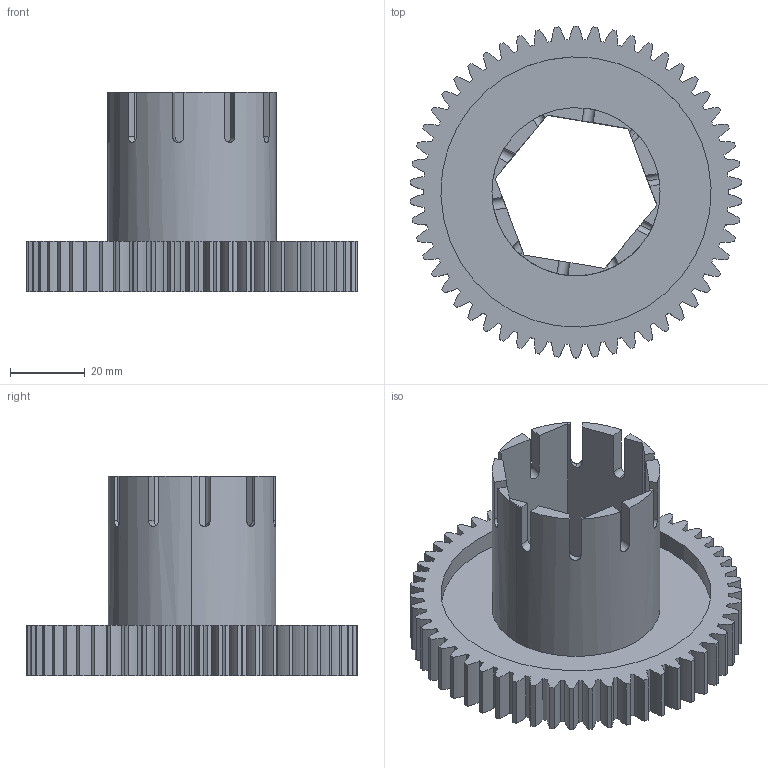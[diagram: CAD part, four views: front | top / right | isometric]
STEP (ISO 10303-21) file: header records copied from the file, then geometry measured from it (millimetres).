
FILE_DESCRIPTION((''),'2;1');
FILE_NAME('fpgear4.stp','2001-12-28T21:40:08',('Administrator'),(''),'Autodesk Inventor (tm) 3.0','Autodesk Inventor (tm) 3.0','');
FILE_SCHEMA(('CONFIG_CONTROL_DESIGN'));
Length unit declared in the file: inch
Products named in the file (1): fpgear4
Bounding box: 88.81 x 88.9 x 53.54 mm (x, y, z)
Volume: 46390.7 mm3; surface area: 31140.5 mm2
Topology: 1 solids, 1 shells, 277 faces, 819 edges, 546 vertices
Faces by surface type: cylinder 237, plane 40
Entity records: 9772 total; most frequent: DIRECTION 1833, CARTESIAN_POINT 1816, ORIENTED_EDGE 1638, EDGE_CURVE 819, AXIS2_PLACEMENT_3D 749, VERTEX_POINT 546, CIRCLE 460, VECTOR 335
